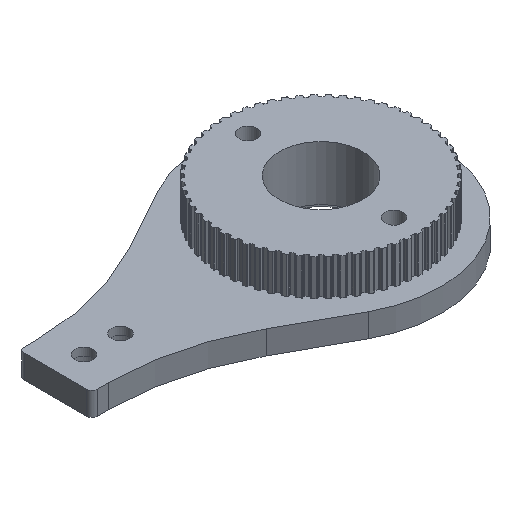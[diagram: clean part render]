
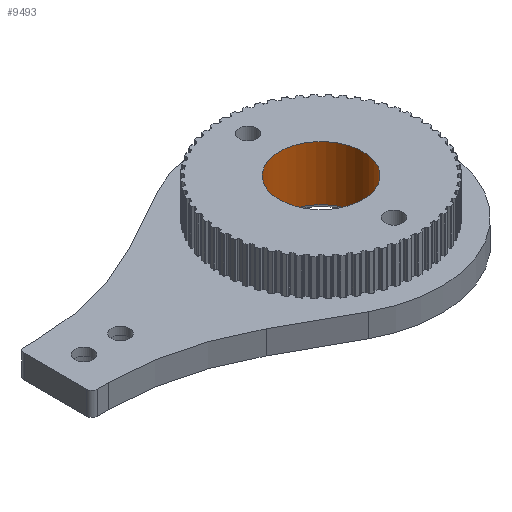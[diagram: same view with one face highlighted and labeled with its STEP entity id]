
A CAD part, isometric view. The second image highlights one B-rep face of the part: STEP entity #9493.
In plain terms, the highlighted cylindrical face has radius 8 mm (diameter 16 mm), a full revolution.
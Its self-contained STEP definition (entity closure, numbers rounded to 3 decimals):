
#19=CYLINDRICAL_SURFACE('',#10037,8.);
#546=FACE_OUTER_BOUND('',#1062,.T.);
#1062=EDGE_LOOP('',(#6515,#6516,#6517,#6518));
#1587=LINE('',#14387,#2461);
#2461=VECTOR('',#11230,8.);
#3339=CIRCLE('',#10036,8.);
#3340=CIRCLE('',#10038,8.);
#3977=VERTEX_POINT('',#14381);
#3978=VERTEX_POINT('',#14385);
#4988=EDGE_CURVE('',#3977,#3977,#3339,.T.);
#4990=EDGE_CURVE('',#3978,#3978,#3340,.T.);
#4991=EDGE_CURVE('',#3978,#3977,#1587,.T.);
#6515=ORIENTED_EDGE('',*,*,#4990,.F.);
#6516=ORIENTED_EDGE('',*,*,#4991,.T.);
#6517=ORIENTED_EDGE('',*,*,#4988,.F.);
#6518=ORIENTED_EDGE('',*,*,#4991,.F.);
#9493=ADVANCED_FACE('',(#546),#19,.F.);
#10036=AXIS2_PLACEMENT_3D('',#14382,#11223,#11224);
#10037=AXIS2_PLACEMENT_3D('',#14384,#11226,#11227);
#10038=AXIS2_PLACEMENT_3D('',#14386,#11228,#11229);
#11223=DIRECTION('center_axis',(0.,0.,1.));
#11224=DIRECTION('ref_axis',(1.,0.,0.));
#11226=DIRECTION('center_axis',(0.,0.,1.));
#11227=DIRECTION('ref_axis',(1.,0.,0.));
#11228=DIRECTION('center_axis',(0.,0.,-1.));
#11229=DIRECTION('ref_axis',(-1.,0.,0.));
#11230=DIRECTION('',(0.,0.,-1.));
#14381=CARTESIAN_POINT('',(-8.,0.,1.));
#14382=CARTESIAN_POINT('Origin',(0.,0.,1.));
#14384=CARTESIAN_POINT('Origin',(0.,0.,0.));
#14385=CARTESIAN_POINT('',(-8.,0.,11.5));
#14386=CARTESIAN_POINT('Origin',(0.,0.,11.5));
#14387=CARTESIAN_POINT('',(-8.,0.,0.));
